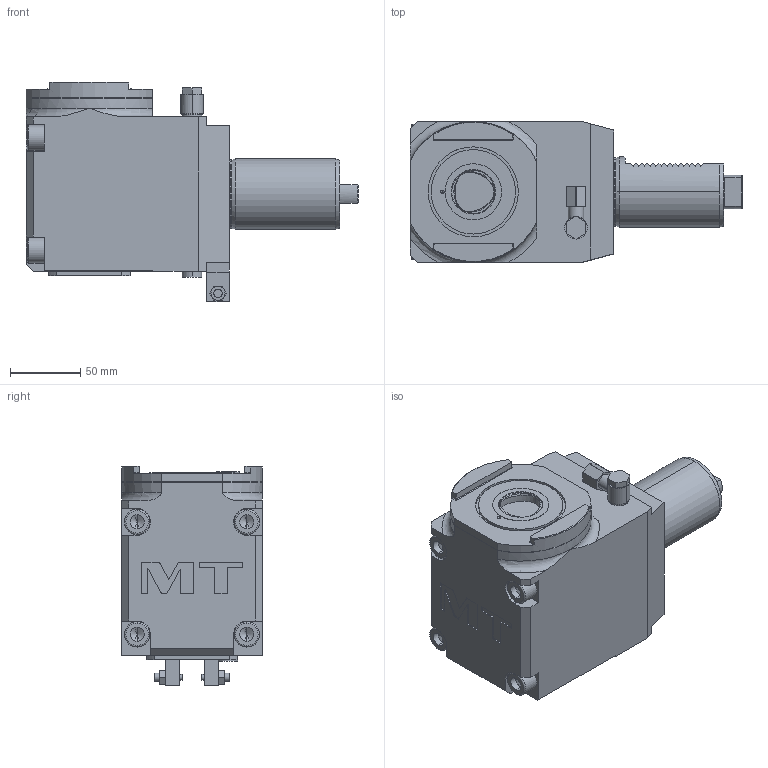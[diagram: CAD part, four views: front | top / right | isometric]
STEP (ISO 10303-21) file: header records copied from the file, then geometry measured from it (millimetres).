
FILE_DESCRIPTION((''),'2;1');
FILE_NAME('DUP0550140_CONF','2023-04-26T14:53:03',('gvalli'),('M.T. srl'),'CREO PARAMETRIC BY PTC INC, 2021072','CREO PARAMETRIC BY PTC INC, 2021072','');
FILE_SCHEMA(('CONFIG_CONTROL_DESIGN'));
Length unit declared in the file: millimetre
Products named in the file (1): DUP0550140_CONF
Bounding box: 236 x 100 x 156 mm (x, y, z)
Volume: 1871305.2 mm3; surface area: 124251.9 mm2
Topology: 1 solids, 1 shells, 411 faces, 1024 edges, 647 vertices
Faces by surface type: plane 208, cylinder 117, cone 56, torus 22, bspline 6, extrusion 2
Entity records: 13978 total; most frequent: CARTESIAN_POINT 4341, ORIENTED_EDGE 2024, DIRECTION 1932, EDGE_CURVE 1012, AXIS2_PLACEMENT_3D 702, VERTEX_POINT 647, VECTOR 528, LINE 526
